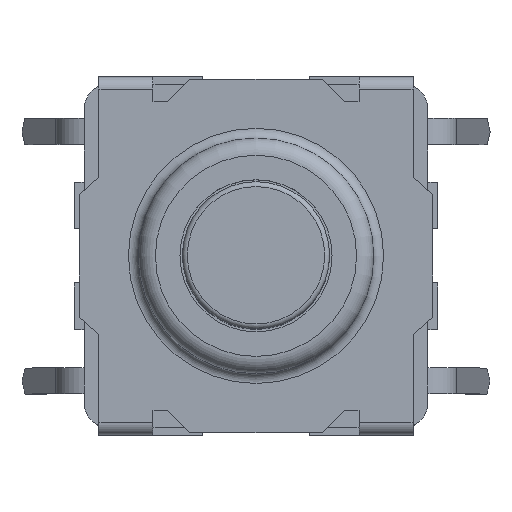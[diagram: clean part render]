
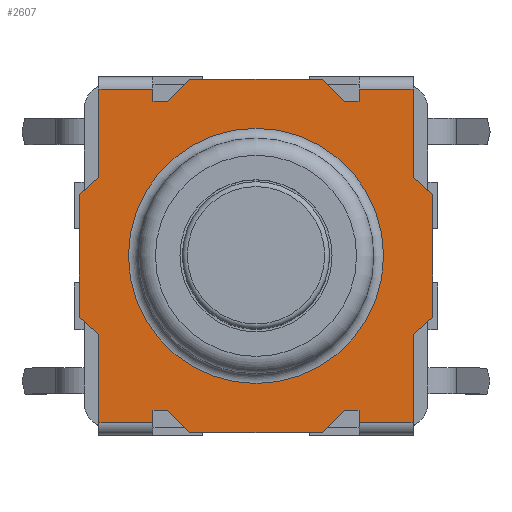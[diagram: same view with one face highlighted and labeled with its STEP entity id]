
A CAD part, top view. The second image highlights one B-rep face of the part: STEP entity #2607.
In plain terms, the highlighted planar face has unit normal (0, 0, 1).
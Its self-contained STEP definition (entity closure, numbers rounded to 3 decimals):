
#13=DIRECTION('',(0.,0.,1.));
#28=VECTOR('',#29,1.);
#29=DIRECTION('',(1.,0.,0.));
#63=VECTOR('',#64,1.);
#64=DIRECTION('',(1.,0.,0.));
#84=VECTOR('',#85,1.);
#85=DIRECTION('',(-1.,0.,0.));
#154=VECTOR('',#155,1.);
#155=DIRECTION('',(-1.,0.,0.));
#340=VECTOR('',#341,1.);
#341=DIRECTION('',(0.,-1.,0.));
#504=VECTOR('',#505,1.);
#505=DIRECTION('',(0.,-1.,0.));
#912=VECTOR('',#913,1.);
#913=DIRECTION('',(-1.,0.,0.));
#933=VECTOR('',#934,1.);
#934=DIRECTION('',(1.,0.,0.));
#1452=VERTEX_POINT('',#1453);
#1453=CARTESIAN_POINT('',(7.01,-4.14,2.64));
#1460=VECTOR('',#1461,1.);
#1461=DIRECTION('',(0.,-1.,0.));
#1485=VERTEX_POINT('',#1486);
#1486=CARTESIAN_POINT('',(7.01,-5.94,2.64));
#1490=ORIENTED_EDGE('',*,*,#1491,.T.);
#1491=EDGE_CURVE('',#1485,#1452,#1492,.T.);
#1492=LINE('',#1486,#1493);
#1493=VECTOR('',#1494,1.);
#1494=DIRECTION('',(0.,1.,0.));
#1739=VERTEX_POINT('',#1740);
#1740=CARTESIAN_POINT('',(0.61,-4.14,2.64));
#1742=ORIENTED_EDGE('',*,*,#1743,.T.);
#1743=EDGE_CURVE('',#1739,#1744,#1746,.T.);
#1744=VERTEX_POINT('',#1745);
#1745=CARTESIAN_POINT('',(0.61,-5.94,2.64));
#1746=LINE('',#1740,#1460);
#2138=VECTOR('',#2139,1.);
#2139=DIRECTION('',(0.,1.,0.));
#2380=VECTOR('',#2381,1.);
#2381=DIRECTION('',(0.,-1.,0.));
#2384=VERTEX_POINT('',#2385);
#2385=CARTESIAN_POINT('',(7.01,-0.94,2.64));
#2387=ORIENTED_EDGE('',*,*,#2388,.T.);
#2388=EDGE_CURVE('',#2384,#2389,#2391,.T.);
#2389=VERTEX_POINT('',#2390);
#2390=CARTESIAN_POINT('',(7.01,0.86,2.64));
#2391=LINE('',#2385,#2392);
#2392=VECTOR('',#2393,1.);
#2393=DIRECTION('',(0.,1.,0.));
#2562=VECTOR('',#2563,1.);
#2563=DIRECTION('',(-0.753,-0.659,0.));
#2580=VECTOR('',#2581,1.);
#2581=DIRECTION('',(0.753,-0.659,0.));
#2597=VERTEX_POINT('',#2598);
#2598=CARTESIAN_POINT('',(7.41,-3.79,2.64));
#2601=EDGE_CURVE('',#2597,#1452,#2602,.T.);
#2602=LINE('',#2598,#2562);
#2607=ADVANCED_FACE('',(#2608,#2735),#2744,.T.);
#2608=FACE_BOUND('',#2609,.T.);
#2609=EDGE_LOOP('',(#2610,#2618,#2625,#2632,#2639,#2643,#2648,#1490,#2651,#2652,#2657,#2387,#2660,#2665,#2670,#2676,#2681,#2686,#2691,#2695,#2700,#2705,#2710,#2717,#2724,#1742,#2727,#2732));
#2610=ORIENTED_EDGE('',*,*,#2611,.T.);
#2611=EDGE_CURVE('',#2612,#2614,#2616,.T.);
#2612=VERTEX_POINT('',#2613);
#2613=CARTESIAN_POINT('',(1.71,-5.69,2.64));
#2614=VERTEX_POINT('',#2615);
#2615=CARTESIAN_POINT('',(2.01,-5.69,2.64));
#2616=LINE('',#2617,#28);
#2617=CARTESIAN_POINT('',(0.61,-5.69,2.64));
#2618=ORIENTED_EDGE('',*,*,#2619,.T.);
#2619=EDGE_CURVE('',#2614,#2620,#2622,.T.);
#2620=VERTEX_POINT('',#2621);
#2621=CARTESIAN_POINT('',(2.46,-6.14,2.64));
#2622=LINE('',#2615,#2623);
#2623=VECTOR('',#2624,1.);
#2624=DIRECTION('',(0.707,-0.707,0.));
#2625=ORIENTED_EDGE('',*,*,#2626,.T.);
#2626=EDGE_CURVE('',#2620,#2627,#2629,.T.);
#2627=VERTEX_POINT('',#2628);
#2628=CARTESIAN_POINT('',(5.16,-6.14,2.64));
#2629=LINE('',#2621,#2630);
#2630=VECTOR('',#2631,1.);
#2631=DIRECTION('',(1.,0.,0.));
#2632=ORIENTED_EDGE('',*,*,#2633,.T.);
#2633=EDGE_CURVE('',#2627,#2634,#2636,.T.);
#2634=VERTEX_POINT('',#2635);
#2635=CARTESIAN_POINT('',(5.61,-5.69,2.64));
#2636=LINE('',#2628,#2637);
#2637=VECTOR('',#2638,1.);
#2638=DIRECTION('',(0.707,0.707,0.));
#2639=ORIENTED_EDGE('',*,*,#2640,.T.);
#2640=EDGE_CURVE('',#2634,#2641,#2616,.T.);
#2641=VERTEX_POINT('',#2642);
#2642=CARTESIAN_POINT('',(5.91,-5.69,2.64));
#2643=ORIENTED_EDGE('',*,*,#2644,.T.);
#2644=EDGE_CURVE('',#2641,#2645,#2647,.T.);
#2645=VERTEX_POINT('',#2646);
#2646=CARTESIAN_POINT('',(5.91,-5.94,2.64));
#2647=LINE('',#2642,#504);
#2648=ORIENTED_EDGE('',*,*,#2649,.T.);
#2649=EDGE_CURVE('',#2645,#1485,#2650,.T.);
#2650=LINE('',#2646,#63);
#2651=ORIENTED_EDGE('',*,*,#2601,.F.);
#2652=ORIENTED_EDGE('',*,*,#2653,.F.);
#2653=EDGE_CURVE('',#2654,#2597,#2656,.T.);
#2654=VERTEX_POINT('',#2655);
#2655=CARTESIAN_POINT('',(7.41,-1.29,2.64));
#2656=LINE('',#2655,#340);
#2657=ORIENTED_EDGE('',*,*,#2658,.F.);
#2658=EDGE_CURVE('',#2384,#2654,#2659,.T.);
#2659=LINE('',#2385,#2580);
#2660=ORIENTED_EDGE('',*,*,#2661,.F.);
#2661=EDGE_CURVE('',#2662,#2389,#2664,.T.);
#2662=VERTEX_POINT('',#2663);
#2663=CARTESIAN_POINT('',(5.91,0.86,2.64));
#2664=LINE('',#2663,#933);
#2665=ORIENTED_EDGE('',*,*,#2666,.F.);
#2666=EDGE_CURVE('',#2667,#2662,#2669,.T.);
#2667=VERTEX_POINT('',#2668);
#2668=CARTESIAN_POINT('',(5.91,0.61,2.64));
#2669=LINE('',#2668,#2138);
#2670=ORIENTED_EDGE('',*,*,#2671,.T.);
#2671=EDGE_CURVE('',#2667,#2672,#2674,.T.);
#2672=VERTEX_POINT('',#2673);
#2673=CARTESIAN_POINT('',(5.61,0.61,2.64));
#2674=LINE('',#2675,#154);
#2675=CARTESIAN_POINT('',(7.01,0.61,2.64));
#2676=ORIENTED_EDGE('',*,*,#2677,.F.);
#2677=EDGE_CURVE('',#2678,#2672,#2680,.T.);
#2678=VERTEX_POINT('',#2679);
#2679=CARTESIAN_POINT('',(5.16,1.06,2.64));
#2680=LINE('',#2679,#2623);
#2681=ORIENTED_EDGE('',*,*,#2682,.F.);
#2682=EDGE_CURVE('',#2683,#2678,#2685,.T.);
#2683=VERTEX_POINT('',#2684);
#2684=CARTESIAN_POINT('',(2.46,1.06,2.64));
#2685=LINE('',#2684,#933);
#2686=ORIENTED_EDGE('',*,*,#2687,.F.);
#2687=EDGE_CURVE('',#2688,#2683,#2690,.T.);
#2688=VERTEX_POINT('',#2689);
#2689=CARTESIAN_POINT('',(2.01,0.61,2.64));
#2690=LINE('',#2689,#2637);
#2691=ORIENTED_EDGE('',*,*,#2692,.T.);
#2692=EDGE_CURVE('',#2688,#2693,#2674,.T.);
#2693=VERTEX_POINT('',#2694);
#2694=CARTESIAN_POINT('',(1.71,0.61,2.64));
#2695=ORIENTED_EDGE('',*,*,#2696,.T.);
#2696=EDGE_CURVE('',#2693,#2697,#2699,.T.);
#2697=VERTEX_POINT('',#2698);
#2698=CARTESIAN_POINT('',(1.71,0.86,2.64));
#2699=LINE('',#2694,#2138);
#2700=ORIENTED_EDGE('',*,*,#2701,.T.);
#2701=EDGE_CURVE('',#2697,#2702,#2704,.T.);
#2702=VERTEX_POINT('',#2703);
#2703=CARTESIAN_POINT('',(0.61,0.86,2.64));
#2704=LINE('',#2698,#912);
#2705=ORIENTED_EDGE('',*,*,#2706,.T.);
#2706=EDGE_CURVE('',#2702,#2707,#2709,.T.);
#2707=VERTEX_POINT('',#2708);
#2708=CARTESIAN_POINT('',(0.61,-0.94,2.64));
#2709=LINE('',#2703,#2380);
#2710=ORIENTED_EDGE('',*,*,#2711,.T.);
#2711=EDGE_CURVE('',#2707,#2712,#2714,.T.);
#2712=VERTEX_POINT('',#2713);
#2713=CARTESIAN_POINT('',(0.21,-1.29,2.64));
#2714=LINE('',#2708,#2715);
#2715=VECTOR('',#2716,1.);
#2716=DIRECTION('',(-0.753,-0.659,-0.));
#2717=ORIENTED_EDGE('',*,*,#2718,.T.);
#2718=EDGE_CURVE('',#2712,#2719,#2721,.T.);
#2719=VERTEX_POINT('',#2720);
#2720=CARTESIAN_POINT('',(0.21,-3.79,2.64));
#2721=LINE('',#2713,#2722);
#2722=VECTOR('',#2723,1.);
#2723=DIRECTION('',(-0.,-1.,-0.));
#2724=ORIENTED_EDGE('',*,*,#2725,.T.);
#2725=EDGE_CURVE('',#2719,#1739,#2726,.T.);
#2726=LINE('',#2720,#2580);
#2727=ORIENTED_EDGE('',*,*,#2728,.F.);
#2728=EDGE_CURVE('',#2729,#1744,#2731,.T.);
#2729=VERTEX_POINT('',#2730);
#2730=CARTESIAN_POINT('',(1.71,-5.94,2.64));
#2731=LINE('',#2730,#84);
#2732=ORIENTED_EDGE('',*,*,#2733,.F.);
#2733=EDGE_CURVE('',#2612,#2729,#2734,.T.);
#2734=LINE('',#2613,#504);
#2735=FACE_BOUND('',#2736,.T.);
#2736=EDGE_LOOP('',(#2737));
#2737=ORIENTED_EDGE('',*,*,#2738,.F.);
#2738=EDGE_CURVE('',#2739,#2739,#2741,.T.);
#2739=VERTEX_POINT('',#2740);
#2740=CARTESIAN_POINT('',(6.41,-2.54,2.64));
#2741=CIRCLE('',#2742,2.6);
#2742=AXIS2_PLACEMENT_3D('',#2743,#13,#29);
#2743=CARTESIAN_POINT('',(3.81,-2.54,2.64));
#2744=PLANE('',#2742);
